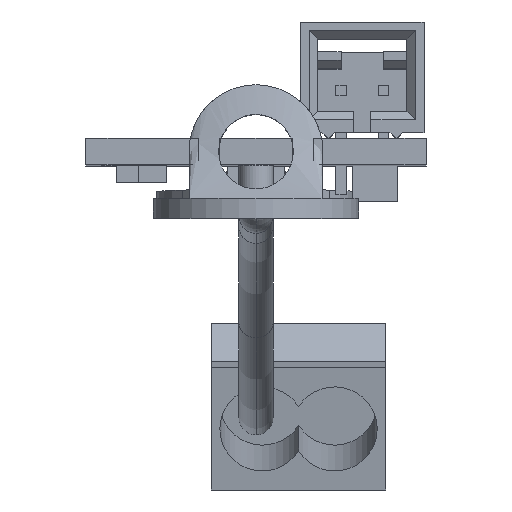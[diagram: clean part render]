
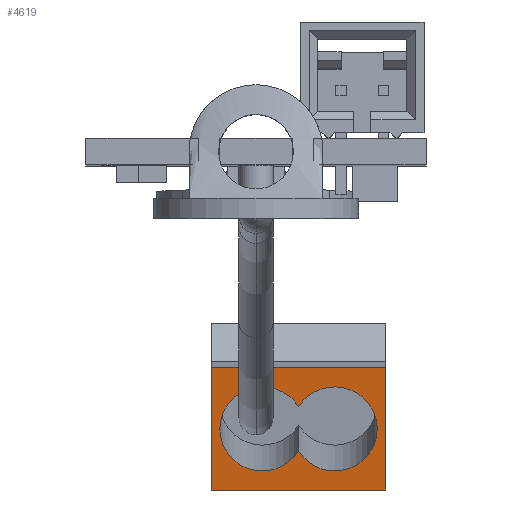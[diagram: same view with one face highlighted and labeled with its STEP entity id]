
A CAD part, top view. The second image highlights one B-rep face of the part: STEP entity #4619.
In plain terms, the highlighted face is planar.
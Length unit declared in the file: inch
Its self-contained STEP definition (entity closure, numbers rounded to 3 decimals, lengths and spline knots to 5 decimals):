
#158 = VECTOR ( 'NONE', #5066, 39.37008 ) ;
#164 = VECTOR ( 'NONE', #5056, 39.37008 ) ;
#269 = ORIENTED_EDGE ( 'NONE', *, *, #3099, .T. ) ;
#394 = ORIENTED_EDGE ( 'NONE', *, *, #3096, .F. ) ;
#514 = EDGE_LOOP ( 'NONE', ( #592, #537, #578 ) ) ;
#527 = ORIENTED_EDGE ( 'NONE', *, *, #3104, .T. ) ;
#537 = ORIENTED_EDGE ( 'NONE', *, *, #3123, .F. ) ;
#577 = EDGE_LOOP ( 'NONE', ( #269, #581, #394, #527 ) ) ;
#578 = ORIENTED_EDGE ( 'NONE', *, *, #3105, .F. ) ;
#581 = ORIENTED_EDGE ( 'NONE', *, *, #3120, .F. ) ;
#592 = ORIENTED_EDGE ( 'NONE', *, *, #3107, .F. ) ;
#923 = AXIS2_PLACEMENT_3D ( 'NONE', #7347, #7346, #7345 ) ;
#2641 = VECTOR ( 'NONE', #5036, 39.37008 ) ;
#2642 = AXIS2_PLACEMENT_3D ( 'NONE', #5034, #5033, #5032 ) ;
#2644 = CIRCLE ( 'NONE', #2645, 0.1 ) ;
#2645 = AXIS2_PLACEMENT_3D ( 'NONE', #5026, #5025, #5024 ) ;
#2657 = CIRCLE ( 'NONE', #2663, 0.1 ) ;
#2659 = VECTOR ( 'NONE', #4985, 39.37008 ) ;
#2663 = AXIS2_PLACEMENT_3D ( 'NONE', #4977, #4975, #4974 ) ;
#3072 = CIRCLE ( 'NONE', #2642, 0.1 ) ;
#3096 = EDGE_CURVE ( 'NONE', #5989, #5950, #4013, .T. ) ;
#3099 = EDGE_CURVE ( 'NONE', #5938, #5932, #4014, .T. ) ;
#3104 = EDGE_CURVE ( 'NONE', #5989, #5938, #4016, .T. ) ;
#3105 = EDGE_CURVE ( 'NONE', #5975, #6686, #3072, .T. ) ;
#3107 = EDGE_CURVE ( 'NONE', #6863, #5975, #2644, .T. ) ;
#3120 = EDGE_CURVE ( 'NONE', #5950, #5932, #4029, .T. ) ;
#3123 = EDGE_CURVE ( 'NONE', #6686, #6863, #2657, .T. ) ;
#3474 = CARTESIAN_POINT ( 'NONE',  ( 0.185, 0.14518, 0. ) ) ;
#3499 = CARTESIAN_POINT ( 'NONE',  ( 0., 0.19786, 0. ) ) ;
#4013 = LINE ( 'NONE', #5067, #158 ) ;
#4014 = LINE ( 'NONE', #5057, #164 ) ;
#4016 = LINE ( 'NONE', #5038, #2641 ) ;
#4029 = LINE ( 'NONE', #4986, #2659 ) ;
#4150 = FACE_BOUND ( 'NONE', #514, .T. ) ;
#4151 = FACE_OUTER_BOUND ( 'NONE', #577, .T. ) ;
#4619 = ADVANCED_FACE ( 'NONE', ( #4150, #4151 ), #7348, .F. ) ;
#4974 = DIRECTION ( 'NONE',  ( -1., 0., 0. ) ) ;
#4975 = DIRECTION ( 'NONE',  ( 0., 0., 1. ) ) ;
#4977 = CARTESIAN_POINT ( 'NONE',  ( 0.085, 0.14518, 0. ) ) ;
#4985 = DIRECTION ( 'NONE',  ( -1., 0., 0. ) ) ;
#4986 = CARTESIAN_POINT ( 'NONE',  ( 0.205, 0., 0. ) ) ;
#5024 = DIRECTION ( 'NONE',  ( 1., 0., 0. ) ) ;
#5025 = DIRECTION ( 'NONE',  ( 0., 0., 1. ) ) ;
#5026 = CARTESIAN_POINT ( 'NONE',  ( -0.085, 0.14518, 0. ) ) ;
#5032 = DIRECTION ( 'NONE',  ( -1., 0., 0. ) ) ;
#5033 = DIRECTION ( 'NONE',  ( 0., 0., 1. ) ) ;
#5034 = CARTESIAN_POINT ( 'NONE',  ( 0.085, 0.14518, 0. ) ) ;
#5036 = DIRECTION ( 'NONE',  ( -1., 0., 0. ) ) ;
#5038 = CARTESIAN_POINT ( 'NONE',  ( 0.205, 0.29036, 0. ) ) ;
#5056 = DIRECTION ( 'NONE',  ( 0., -1., 0. ) ) ;
#5057 = CARTESIAN_POINT ( 'NONE',  ( -0.205, 0., 0. ) ) ;
#5066 = DIRECTION ( 'NONE',  ( 0., -1., 0. ) ) ;
#5067 = CARTESIAN_POINT ( 'NONE',  ( 0.205, 0., 0. ) ) ;
#5432 = CARTESIAN_POINT ( 'NONE',  ( 0.205, 0.29036, 0. ) ) ;
#5437 = CARTESIAN_POINT ( 'NONE',  ( 0., 0.0925, 0. ) ) ;
#5448 = CARTESIAN_POINT ( 'NONE',  ( 0.205, 0., 0. ) ) ;
#5456 = CARTESIAN_POINT ( 'NONE',  ( -0.205, 0.29036, 0. ) ) ;
#5462 = CARTESIAN_POINT ( 'NONE',  ( -0.205, 0., 0. ) ) ;
#5932 = VERTEX_POINT ( 'NONE', #5462 ) ;
#5938 = VERTEX_POINT ( 'NONE', #5456 ) ;
#5950 = VERTEX_POINT ( 'NONE', #5448 ) ;
#5975 = VERTEX_POINT ( 'NONE', #5437 ) ;
#5989 = VERTEX_POINT ( 'NONE', #5432 ) ;
#6686 = VERTEX_POINT ( 'NONE', #3474 ) ;
#6863 = VERTEX_POINT ( 'NONE', #3499 ) ;
#7345 = DIRECTION ( 'NONE',  ( -1., 0., 0. ) ) ;
#7346 = DIRECTION ( 'NONE',  ( 0., 0., -1. ) ) ;
#7347 = CARTESIAN_POINT ( 'NONE',  ( 0.205, 0., 0. ) ) ;
#7348 = PLANE ( 'NONE',  #923 ) ;
